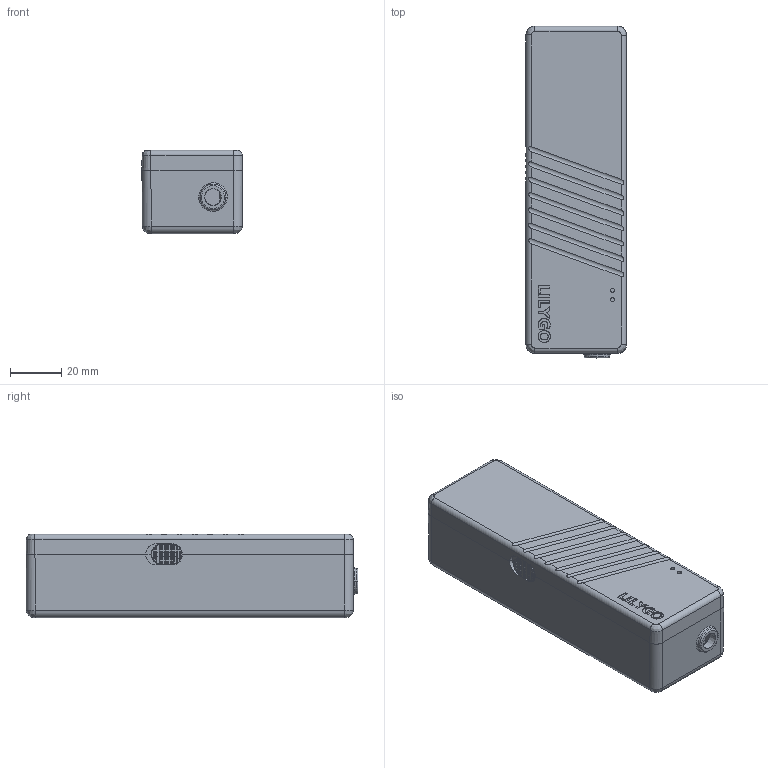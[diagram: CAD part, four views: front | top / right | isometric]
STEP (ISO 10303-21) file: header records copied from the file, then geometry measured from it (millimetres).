
FILE_DESCRIPTION((''),'2;1');
FILE_NAME('02_T-SIM7000G_0420_ASM','2023-06-08T11:50:55',('HR'),(''),'CREO PARAMETRIC BY PTC INC, 2019010','CREO PARAMETRIC BY PTC INC, 2019010','');
FILE_SCHEMA(('AUTOMOTIVE_DESIGN { 1 0 10303 214 1 1 1 1 }'));
Products named in the file (5): 007_02_T-SIM7000G-B-COVER; 006_02_T-SIM7000G-A-COVER; 003_01_A7672-C-COVER; T-SIM7000G_6_08_; 02_T-SIM7000G_0420_ASM
Assembly tree (4 placements, depth 2):
  02_T-SIM7000G_0420_ASM
    007_02_T-SIM7000G-B-COVER
    006_02_T-SIM7000G-A-COVER
    003_01_A7672-C-COVER
    T-SIM7000G_6_08_
Bounding box: 39.5 x 129.75 x 32.6 mm (x, y, z)
Volume: 45723.6 mm3; surface area: 64640.2 mm2
Topology: 4 solids, 4 shells, 1755 faces, 4582 edges, 3008 vertices
Faces by surface type: plane 1178, cylinder 327, bspline 169, cone 73, sphere 4, torus 4
Entity records: 67291 total; most frequent: CARTESIAN_POINT 18128, ORIENTED_EDGE 9164, DIRECTION 7760, EDGE_CURVE 4582, VECTOR 3278, LINE 3278, VERTEX_POINT 3008, PRESENTATION_STYLE_ASSIGNMENT 2268
